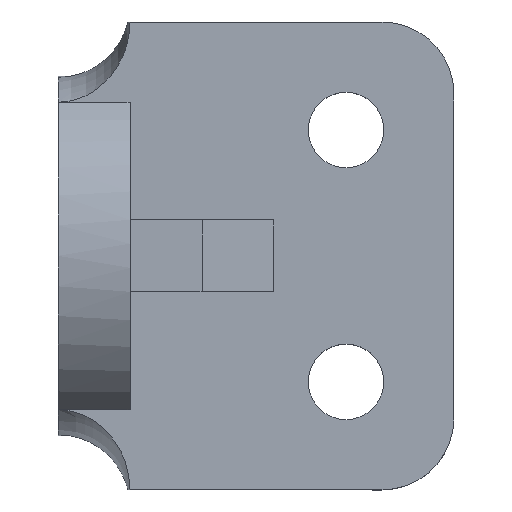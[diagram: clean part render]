
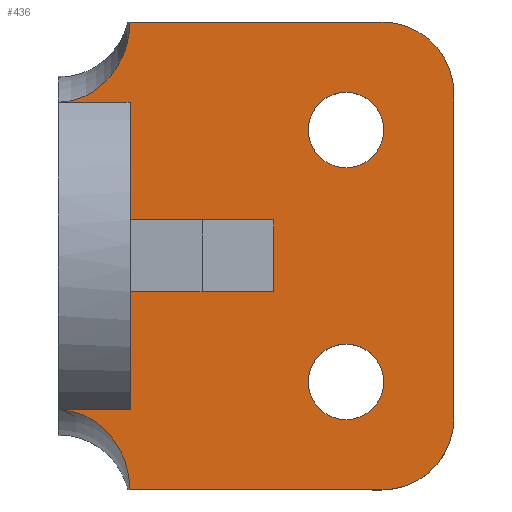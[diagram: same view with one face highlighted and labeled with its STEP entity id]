
A CAD part, top view. The second image highlights one B-rep face of the part: STEP entity #436.
In plain terms, the highlighted planar face has unit normal (0, 0, 1).
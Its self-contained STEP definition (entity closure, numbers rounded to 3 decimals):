
#17=FACE_BOUND('',#98,.T.);
#18=FACE_BOUND('',#99,.T.);
#26=B_SPLINE_CURVE_WITH_KNOTS('',3,(#681,#682,#683,#684,#685,#686,#687,
#688,#689,#690),.UNSPECIFIED.,.F.,.F.,(4,2,2,2,4),(0.305,0.388,
0.47,0.547,0.618),.UNSPECIFIED.);
#28=B_SPLINE_CURVE_WITH_KNOTS('',3,(#720,#721,#722,#723,#724,#725,#726,
#727,#728,#729),.UNSPECIFIED.,.F.,.F.,(4,2,2,2,4),(0.618,0.689,
0.766,0.847,0.93),.UNSPECIFIED.);
#43=CIRCLE('',#487,2.);
#48=CIRCLE('',#495,2.);
#49=CIRCLE('',#497,1.05);
#50=CIRCLE('',#499,1.05);
#70=FACE_OUTER_BOUND('',#97,.T.);
#97=EDGE_LOOP('',(#363,#364,#365,#366,#367,#368,#369,#370,#371,#372,#373,
#374,#375,#376,#377,#378));
#98=EDGE_LOOP('',(#379));
#99=EDGE_LOOP('',(#380));
#110=LINE('',#647,#147);
#114=LINE('',#654,#151);
#117=LINE('',#661,#154);
#119=LINE('',#665,#156);
#120=LINE('',#705,#157);
#121=LINE('',#708,#158);
#130=LINE('',#773,#167);
#135=LINE('',#789,#172);
#138=LINE('',#794,#175);
#139=LINE('',#796,#176);
#140=LINE('',#797,#177);
#141=LINE('',#798,#178);
#147=VECTOR('',#519,10.);
#151=VECTOR('',#525,10.);
#154=VECTOR('',#532,10.);
#156=VECTOR('',#536,10.);
#157=VECTOR('',#551,10.);
#158=VECTOR('',#554,10.);
#167=VECTOR('',#593,10.);
#172=VECTOR('',#612,10.);
#175=VECTOR('',#617,10.);
#176=VECTOR('',#620,10.);
#177=VECTOR('',#621,10.);
#178=VECTOR('',#622,10.);
#183=VERTEX_POINT('',#644);
#184=VERTEX_POINT('',#646);
#186=VERTEX_POINT('',#652);
#188=VERTEX_POINT('',#660);
#189=VERTEX_POINT('',#664);
#192=VERTEX_POINT('',#678);
#193=VERTEX_POINT('',#680);
#195=VERTEX_POINT('',#704);
#196=VERTEX_POINT('',#707);
#200=VERTEX_POINT('',#719);
#203=VERTEX_POINT('',#751);
#204=VERTEX_POINT('',#752);
#211=VERTEX_POINT('',#772);
#212=VERTEX_POINT('',#776);
#213=VERTEX_POINT('',#780);
#214=VERTEX_POINT('',#784);
#215=VERTEX_POINT('',#788);
#216=VERTEX_POINT('',#792);
#222=EDGE_CURVE('',#184,#183,#110,.T.);
#226=EDGE_CURVE('',#183,#186,#114,.T.);
#229=EDGE_CURVE('',#188,#184,#117,.T.);
#231=EDGE_CURVE('',#188,#189,#119,.T.);
#236=EDGE_CURVE('',#193,#192,#26,.F.);
#239=EDGE_CURVE('',#193,#195,#120,.T.);
#241=EDGE_CURVE('',#189,#196,#121,.T.);
#247=EDGE_CURVE('',#196,#200,#28,.T.);
#252=EDGE_CURVE('',#203,#204,#43,.T.);
#263=EDGE_CURVE('',#204,#211,#130,.T.);
#265=EDGE_CURVE('',#211,#212,#48,.T.);
#267=EDGE_CURVE('',#213,#213,#49,.T.);
#269=EDGE_CURVE('',#214,#214,#50,.T.);
#271=EDGE_CURVE('',#215,#200,#135,.T.);
#274=EDGE_CURVE('',#192,#216,#138,.T.);
#275=EDGE_CURVE('',#195,#186,#139,.T.);
#276=EDGE_CURVE('',#216,#212,#140,.T.);
#277=EDGE_CURVE('',#215,#203,#141,.T.);
#363=ORIENTED_EDGE('',*,*,#226,.T.);
#364=ORIENTED_EDGE('',*,*,#275,.F.);
#365=ORIENTED_EDGE('',*,*,#239,.F.);
#366=ORIENTED_EDGE('',*,*,#236,.T.);
#367=ORIENTED_EDGE('',*,*,#274,.T.);
#368=ORIENTED_EDGE('',*,*,#276,.T.);
#369=ORIENTED_EDGE('',*,*,#265,.F.);
#370=ORIENTED_EDGE('',*,*,#263,.F.);
#371=ORIENTED_EDGE('',*,*,#252,.F.);
#372=ORIENTED_EDGE('',*,*,#277,.F.);
#373=ORIENTED_EDGE('',*,*,#271,.T.);
#374=ORIENTED_EDGE('',*,*,#247,.F.);
#375=ORIENTED_EDGE('',*,*,#241,.F.);
#376=ORIENTED_EDGE('',*,*,#231,.F.);
#377=ORIENTED_EDGE('',*,*,#229,.T.);
#378=ORIENTED_EDGE('',*,*,#222,.T.);
#379=ORIENTED_EDGE('',*,*,#267,.T.);
#380=ORIENTED_EDGE('',*,*,#269,.T.);
#411=PLANE('',#502);
#436=ADVANCED_FACE('',(#70,#17,#18),#411,.T.);
#487=AXIS2_PLACEMENT_3D('',#753,#573,#574);
#495=AXIS2_PLACEMENT_3D('',#777,#597,#598);
#497=AXIS2_PLACEMENT_3D('',#781,#602,#603);
#499=AXIS2_PLACEMENT_3D('',#785,#607,#608);
#502=AXIS2_PLACEMENT_3D('',#795,#618,#619);
#519=DIRECTION('',(0.,-1.,0.));
#525=DIRECTION('',(-1.,0.,0.));
#532=DIRECTION('',(1.,0.,0.));
#536=DIRECTION('',(0.,1.,0.));
#551=DIRECTION('',(1.,0.,0.));
#554=DIRECTION('',(-1.,0.,0.));
#573=DIRECTION('center_axis',(0.,0.,-1.));
#574=DIRECTION('ref_axis',(0.707,0.707,0.));
#593=DIRECTION('',(0.,-1.,0.));
#597=DIRECTION('center_axis',(0.,0.,-1.));
#598=DIRECTION('ref_axis',(0.707,-0.707,0.));
#602=DIRECTION('center_axis',(0.,0.,-1.));
#603=DIRECTION('ref_axis',(1.,0.,0.));
#607=DIRECTION('center_axis',(0.,0.,-1.));
#608=DIRECTION('ref_axis',(1.,0.,0.));
#612=DIRECTION('',(0.,-1.,0.));
#617=DIRECTION('',(0.,-1.,0.));
#618=DIRECTION('center_axis',(0.,0.,1.));
#619=DIRECTION('ref_axis',(0.,-1.,0.));
#620=DIRECTION('',(0.,1.,0.));
#621=DIRECTION('',(1.,0.,0.));
#622=DIRECTION('',(1.,0.,0.));
#644=CARTESIAN_POINT('',(6.,-1.,2.6));
#646=CARTESIAN_POINT('',(6.,1.,2.6));
#647=CARTESIAN_POINT('',(6.,3.25,2.6));
#652=CARTESIAN_POINT('',(2.,-1.,2.6));
#654=CARTESIAN_POINT('',(2.,-1.,2.6));
#660=CARTESIAN_POINT('',(2.,1.,2.6));
#661=CARTESIAN_POINT('',(2.,1.,2.6));
#664=CARTESIAN_POINT('',(2.,4.271,2.6));
#665=CARTESIAN_POINT('',(2.,3.25,2.6));
#678=CARTESIAN_POINT('',(2.,-6.499,2.6));
#680=CARTESIAN_POINT('',(0.,-4.271,2.6));
#681=CARTESIAN_POINT('Ctrl Pts',(2.,-6.499,2.6));
#682=CARTESIAN_POINT('Ctrl Pts',(2.,-6.224,2.6));
#683=CARTESIAN_POINT('Ctrl Pts',(1.938,-5.899,2.6));
#684=CARTESIAN_POINT('Ctrl Pts',(1.74,-5.389,2.6));
#685=CARTESIAN_POINT('Ctrl Pts',(1.568,-5.11,2.6));
#686=CARTESIAN_POINT('Ctrl Pts',(1.21,-4.722,2.6));
#687=CARTESIAN_POINT('Ctrl Pts',(0.963,-4.538,2.6));
#688=CARTESIAN_POINT('Ctrl Pts',(0.514,-4.333,2.6));
#689=CARTESIAN_POINT('Ctrl Pts',(0.237,-4.271,2.6));
#690=CARTESIAN_POINT('Ctrl Pts',(0.,-4.271,
2.6));
#704=CARTESIAN_POINT('',(2.,-4.271,2.6));
#705=CARTESIAN_POINT('',(0.,-4.271,2.6));
#707=CARTESIAN_POINT('',(0.,4.271,2.6));
#708=CARTESIAN_POINT('',(0.,4.271,2.6));
#719=CARTESIAN_POINT('',(2.,6.499,2.6));
#720=CARTESIAN_POINT('Ctrl Pts',(0.,4.271,
2.6));
#721=CARTESIAN_POINT('Ctrl Pts',(0.237,4.271,2.6));
#722=CARTESIAN_POINT('Ctrl Pts',(0.514,4.333,2.6));
#723=CARTESIAN_POINT('Ctrl Pts',(0.963,4.538,2.6));
#724=CARTESIAN_POINT('Ctrl Pts',(1.21,4.722,2.6));
#725=CARTESIAN_POINT('Ctrl Pts',(1.568,5.11,2.6));
#726=CARTESIAN_POINT('Ctrl Pts',(1.74,5.389,2.6));
#727=CARTESIAN_POINT('Ctrl Pts',(1.938,5.899,2.6));
#728=CARTESIAN_POINT('Ctrl Pts',(2.,6.224,2.6));
#729=CARTESIAN_POINT('Ctrl Pts',(2.,6.499,2.6));
#751=CARTESIAN_POINT('',(9.,6.5,2.6));
#752=CARTESIAN_POINT('',(11.,4.5,2.6));
#753=CARTESIAN_POINT('Origin',(9.,4.5,2.6));
#772=CARTESIAN_POINT('',(11.,-4.5,2.6));
#773=CARTESIAN_POINT('',(11.,6.5,2.6));
#776=CARTESIAN_POINT('',(9.,-6.5,2.6));
#777=CARTESIAN_POINT('Origin',(9.,-4.5,2.6));
#780=CARTESIAN_POINT('',(6.95,3.5,2.6));
#781=CARTESIAN_POINT('Origin',(8.,3.5,2.6));
#784=CARTESIAN_POINT('',(6.95,-3.5,2.6));
#785=CARTESIAN_POINT('Origin',(8.,-3.5,2.6));
#788=CARTESIAN_POINT('',(2.,6.5,2.6));
#789=CARTESIAN_POINT('',(2.,6.5,2.6));
#792=CARTESIAN_POINT('',(2.,-6.5,2.6));
#794=CARTESIAN_POINT('',(2.,6.5,2.6));
#795=CARTESIAN_POINT('Origin',(2.,6.5,2.6));
#796=CARTESIAN_POINT('',(2.,3.25,2.6));
#797=CARTESIAN_POINT('',(2.,-6.5,2.6));
#798=CARTESIAN_POINT('',(2.,6.5,2.6));
